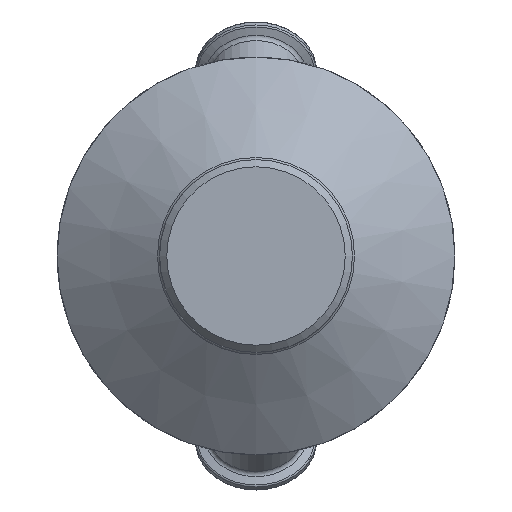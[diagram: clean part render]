
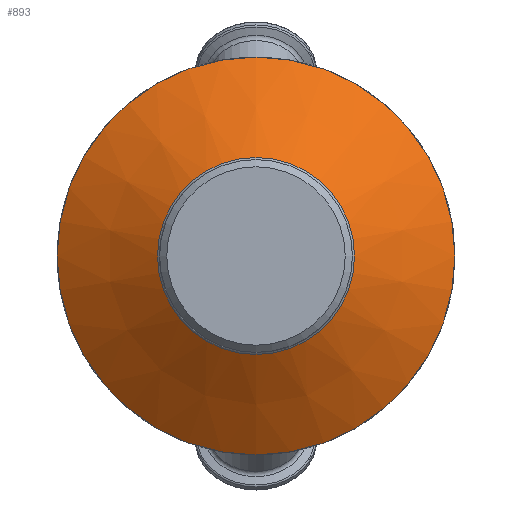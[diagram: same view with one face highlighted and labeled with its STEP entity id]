
A CAD part, front view. The second image highlights one B-rep face of the part: STEP entity #893.
In plain terms, the highlighted conical face has half-angle 54.782 degrees and reference radius 61.673 mm.
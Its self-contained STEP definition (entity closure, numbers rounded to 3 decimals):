
#36=CONICAL_SURFACE('',#993,61.673,0.956);
#83=CIRCLE('',#992,40.847);
#84=CIRCLE('',#994,82.5);
#85=CIRCLE('',#995,82.5);
#170=FACE_OUTER_BOUND('',#229,.T.);
#229=EDGE_LOOP('',(#614,#615,#616,#617,#618));
#297=LINE('',#1536,#338);
#338=VECTOR('',#1181,61.673);
#383=VERTEX_POINT('',#1528);
#384=VERTEX_POINT('',#1532);
#385=VERTEX_POINT('',#1533);
#473=EDGE_CURVE('',#383,#383,#83,.T.);
#474=EDGE_CURVE('',#384,#385,#84,.T.);
#475=EDGE_CURVE('',#385,#384,#85,.T.);
#476=EDGE_CURVE('',#385,#383,#297,.T.);
#614=ORIENTED_EDGE('',*,*,#474,.F.);
#615=ORIENTED_EDGE('',*,*,#475,.F.);
#616=ORIENTED_EDGE('',*,*,#476,.T.);
#617=ORIENTED_EDGE('',*,*,#473,.F.);
#618=ORIENTED_EDGE('',*,*,#476,.F.);
#893=ADVANCED_FACE('',(#170),#36,.T.);
#992=AXIS2_PLACEMENT_3D('',#1530,#1173,#1174);
#993=AXIS2_PLACEMENT_3D('',#1531,#1175,#1176);
#994=AXIS2_PLACEMENT_3D('',#1534,#1177,#1178);
#995=AXIS2_PLACEMENT_3D('',#1535,#1179,#1180);
#1173=DIRECTION('center_axis',(0.,-1.,0.));
#1174=DIRECTION('ref_axis',(0.,0.,-1.));
#1175=DIRECTION('center_axis',(0.,1.,0.));
#1176=DIRECTION('ref_axis',(0.,0.,-1.));
#1177=DIRECTION('center_axis',(0.,1.,0.));
#1178=DIRECTION('ref_axis',(-1.,0.,0.));
#1179=DIRECTION('center_axis',(0.,1.,0.));
#1180=DIRECTION('ref_axis',(-1.,0.,0.));
#1181=DIRECTION('',(0.,-0.577,-0.817));
#1528=CARTESIAN_POINT('',(0.,30.598,40.847));
#1530=CARTESIAN_POINT('Origin',(0.,30.598,0.));
#1531=CARTESIAN_POINT('Origin',(0.,45.299,0.));
#1532=CARTESIAN_POINT('',(82.5,60.,0.));
#1533=CARTESIAN_POINT('',(0.,60.,82.5));
#1534=CARTESIAN_POINT('Origin',(0.,60.,0.));
#1535=CARTESIAN_POINT('Origin',(0.,60.,0.));
#1536=CARTESIAN_POINT('',(0.,45.299,61.673));
